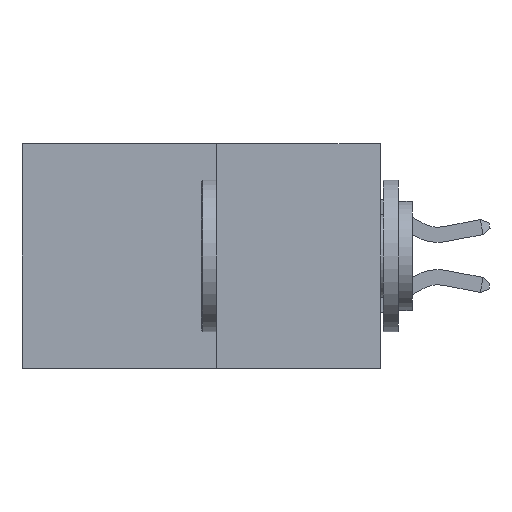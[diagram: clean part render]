
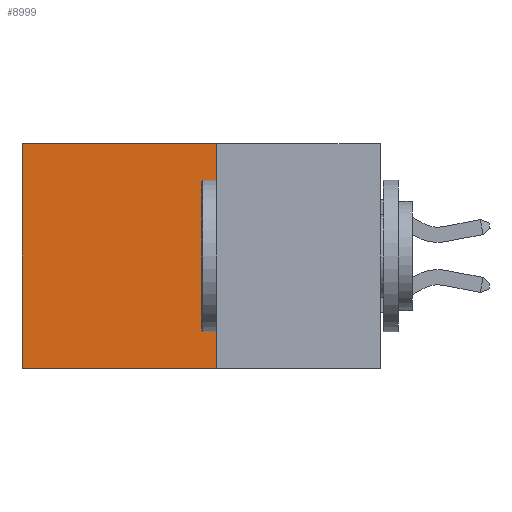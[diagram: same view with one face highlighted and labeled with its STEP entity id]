
A CAD part, left-side view. The second image highlights one B-rep face of the part: STEP entity #8999.
In plain terms, the highlighted planar face has unit normal (-1, 0, 0).
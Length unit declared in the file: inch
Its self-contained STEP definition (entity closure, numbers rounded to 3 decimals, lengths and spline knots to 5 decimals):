
#52 = VERTEX_POINT ( 'NONE', #6701 ) ;
#112 = FACE_OUTER_BOUND ( 'NONE', #5207, .T. ) ;
#594 = CARTESIAN_POINT ( 'NONE',  ( 0.277, 0.27, -0.37 ) ) ;
#745 = DIRECTION ( 'NONE',  ( 0., 0., -1. ) ) ;
#956 = LINE ( 'NONE', #6217, #8266 ) ;
#1028 = DIRECTION ( 'NONE',  ( 0., 0., -1. ) ) ;
#1299 = EDGE_CURVE ( 'NONE', #1649, #4760, #8972, .T. ) ;
#1649 = VERTEX_POINT ( 'NONE', #5195 ) ;
#1924 = VERTEX_POINT ( 'NONE', #3195 ) ;
#2075 = DIRECTION ( 'NONE',  ( 0., 0., -1. ) ) ;
#2568 = CARTESIAN_POINT ( 'NONE',  ( 0.277, 0.27, -0.37 ) ) ;
#2688 = CARTESIAN_POINT ( 'NONE',  ( 0.277, 0.59, -0.37 ) ) ;
#2711 = AXIS2_PLACEMENT_3D ( 'NONE', #594, #6401, #2075 ) ;
#3195 = CARTESIAN_POINT ( 'NONE',  ( 0.277, 0.59, 0. ) ) ;
#4388 = VECTOR ( 'NONE', #5729, 39.37008 ) ;
#4492 = CARTESIAN_POINT ( 'NONE',  ( 0.277, 0.27, -0.37 ) ) ;
#4601 = ORIENTED_EDGE ( 'NONE', *, *, #6027, .F. ) ;
#4760 = VERTEX_POINT ( 'NONE', #2568 ) ;
#5195 = CARTESIAN_POINT ( 'NONE',  ( 0.277, 0.27, 0. ) ) ;
#5207 = EDGE_LOOP ( 'NONE', ( #5919, #4601, #7270, #6821 ) ) ;
#5456 = EDGE_CURVE ( 'NONE', #1924, #52, #7775, .T. ) ;
#5698 = PLANE ( 'NONE',  #2711 ) ;
#5729 = DIRECTION ( 'NONE',  ( 0., 1., 0. ) ) ;
#5874 = CARTESIAN_POINT ( 'NONE',  ( 0.277, 0.27, 0. ) ) ;
#5919 = ORIENTED_EDGE ( 'NONE', *, *, #5456, .T. ) ;
#6002 = VECTOR ( 'NONE', #745, 39.37008 ) ;
#6027 = EDGE_CURVE ( 'NONE', #4760, #52, #956, .T. ) ;
#6060 = EDGE_CURVE ( 'NONE', #1649, #1924, #6305, .T. ) ;
#6062 = DIRECTION ( 'NONE',  ( 0., 1., 0. ) ) ;
#6217 = CARTESIAN_POINT ( 'NONE',  ( 0.277, 0.27, -0.37 ) ) ;
#6305 = LINE ( 'NONE', #5874, #4388 ) ;
#6401 = DIRECTION ( 'NONE',  ( 1., 0., 0. ) ) ;
#6701 = CARTESIAN_POINT ( 'NONE',  ( 0.277, 0.59, -0.37 ) ) ;
#6796 = VECTOR ( 'NONE', #1028, 39.37008 ) ;
#6821 = ORIENTED_EDGE ( 'NONE', *, *, #6060, .T. ) ;
#7270 = ORIENTED_EDGE ( 'NONE', *, *, #1299, .F. ) ;
#7775 = LINE ( 'NONE', #2688, #6002 ) ;
#8266 = VECTOR ( 'NONE', #6062, 39.37008 ) ;
#8972 = LINE ( 'NONE', #4492, #6796 ) ;
#8999 = ADVANCED_FACE ( 'NONE', ( #112 ), #5698, .F. ) ;
